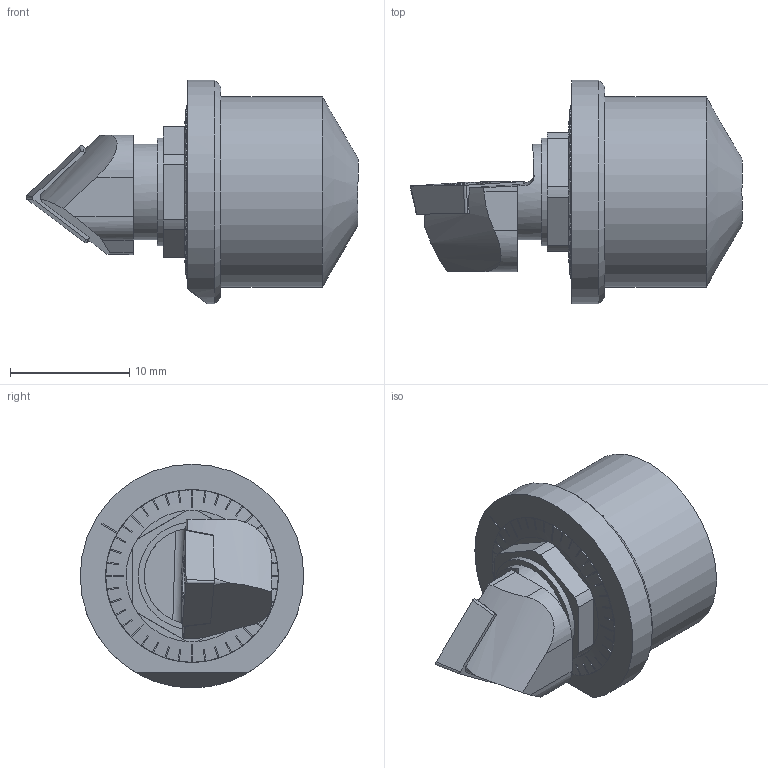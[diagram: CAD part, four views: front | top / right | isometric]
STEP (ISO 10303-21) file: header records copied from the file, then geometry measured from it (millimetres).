
FILE_DESCRIPTION(/* description */ (''),/* implementation_level */ '2;1');
FILE_NAME(/* name */ '1572851116501.stp',/* time_stamp */ '2019-11-04T08:05:23+01:00',/* author */ (''),/* organization */ ('SMS'),/* preprocessor_version */ 'ST-DEVELOPER v16.7',/* originating_system */ 'SIEMENS PLM Software NX 12.0',/* authorisation */ '');
FILE_SCHEMA (('AUTOMOTIVE_DESIGN { 1 0 10303 214 3 1 1 1 }'));
Length unit declared in the file: millimetre
Products named in the file (7): IsoTurningInsert; ASSEMBLY_CONSTRUCTION; 202637846mod000_00; 202644929mod000_00; 202645815mod000_00; 202637848mod000_00; 202645816mod000_00
Assembly tree (6 placements, depth 3):
  202645816mod000_00
    202637848mod000_00
      202637846mod000_00
      ASSEMBLY_CONSTRUCTION
      IsoTurningInsert
    202645815mod000_00
    202644929mod000_00
Bounding box: 27.85 x 18.75 x 18.75 mm (x, y, z)
Volume: 3200.5 mm3; surface area: 2512.8 mm2
Topology: 3 solids, 3 shells, 242 faces, 687 edges, 466 vertices
Faces by surface type: plane 205, cylinder 26, cone 6, bspline 3, torus 2
Full cylindrical faces by diameter (mm): 2.8 x2, 5.2 x1, 5.206 x1, 8 x1, 9 x2, 14.479 x1, 15.995 x1, 18.75 x1
Entity records: 8666 total; most frequent: CARTESIAN_POINT 2386, ORIENTED_EDGE 1316, DIRECTION 1173, EDGE_CURVE 658, VERTEX_POINT 445, AXIS2_PLACEMENT_3D 405, LINE 363, VECTOR 363
